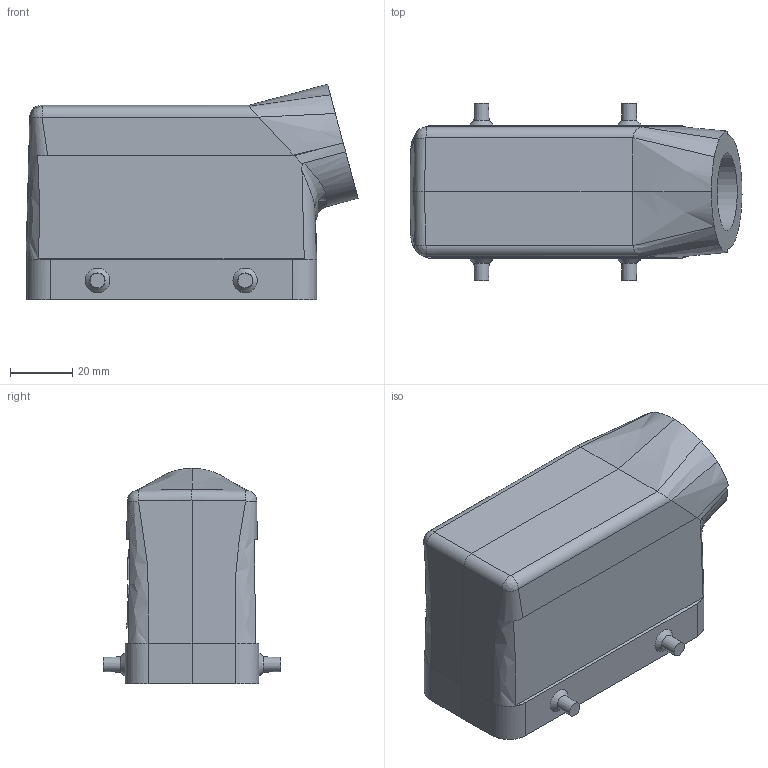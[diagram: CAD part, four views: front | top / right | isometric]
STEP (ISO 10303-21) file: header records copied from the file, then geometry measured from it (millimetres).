
FILE_DESCRIPTION(/* description */ (''),/* implementation_level */ '2;1');
FILE_NAME(/* name */ '100217372ugm000_d.stp',/* time_stamp */ '2020-02-18T12:38:57+01:00',/* author */ (''),/* organization */ (''),/* preprocessor_version */ 'ST-DEVELOPER v16.7',/* originating_system */ 'SIEMENS PLM Software NX 12.0',/* authorisation */ '');
FILE_SCHEMA (('AUTOMOTIVE_DESIGN { 1 0 10303 214 3 1 1 1 }'));
Length unit declared in the file: millimetre
Products named in the file (1): 100217372ugm000_d
Bounding box: 106.78 x 57.2 x 69.34 mm (x, y, z)
Volume: 73579.7 mm3; surface area: 40397.7 mm2
Topology: 1 solids, 1 shells, 220 faces, 569 edges, 374 vertices
Faces by surface type: plane 144, cylinder 28, cone 24, bspline 24
Full cylindrical faces by diameter (mm): 3 x4, 21 x1, 25 x1
Entity records: 8417 total; most frequent: CARTESIAN_POINT 2637, ORIENTED_EDGE 1076, DIRECTION 928, EDGE_CURVE 538, VERTEX_POINT 365, LINE 350, VECTOR 350, AXIS2_PLACEMENT_3D 289
